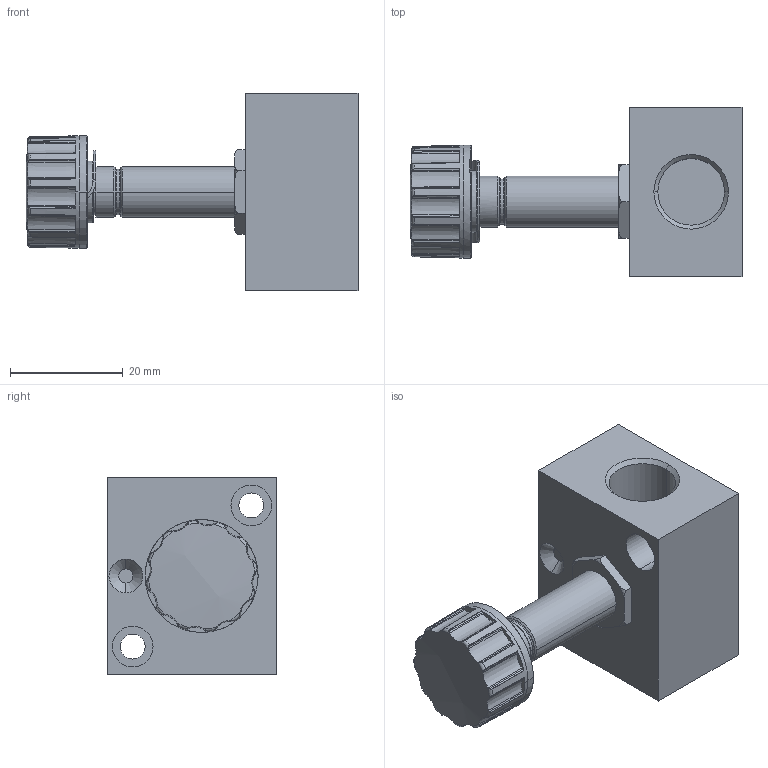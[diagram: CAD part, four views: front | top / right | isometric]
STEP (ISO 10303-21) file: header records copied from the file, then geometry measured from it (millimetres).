
FILE_DESCRIPTION (( 'STEP AP214' ), '1' );
FILE_NAME ('01_005_3.STEP', '2015-12-21T10:02:36', ( '' ), ( '' ), 'SwSTEP 2.0', 'SolidWorks 2016', '' );
FILE_SCHEMA (( 'AUTOMOTIVE_DESIGN' ));
Length unit declared in the file: millimetre
Products named in the file (1): 01_005_3
Bounding box: 58.79 x 30 x 35 mm (x, y, z)
Volume: 21923.1 mm3; surface area: 9230.8 mm2
Topology: 1 solids, 1 shells, 281 faces, 778 edges, 510 vertices
Faces by surface type: plane 114, cone 89, cylinder 38, torus 35, bspline 4, sphere 1
Entity records: 11408 total; most frequent: CARTESIAN_POINT 3851, ORIENTED_EDGE 1556, DIRECTION 1060, EDGE_CURVE 778, VERTEX_POINT 510, AXIS2_PLACEMENT_3D 411, B_SPLINE_CURVE_WITH_KNOTS 403, EDGE_LOOP 298
